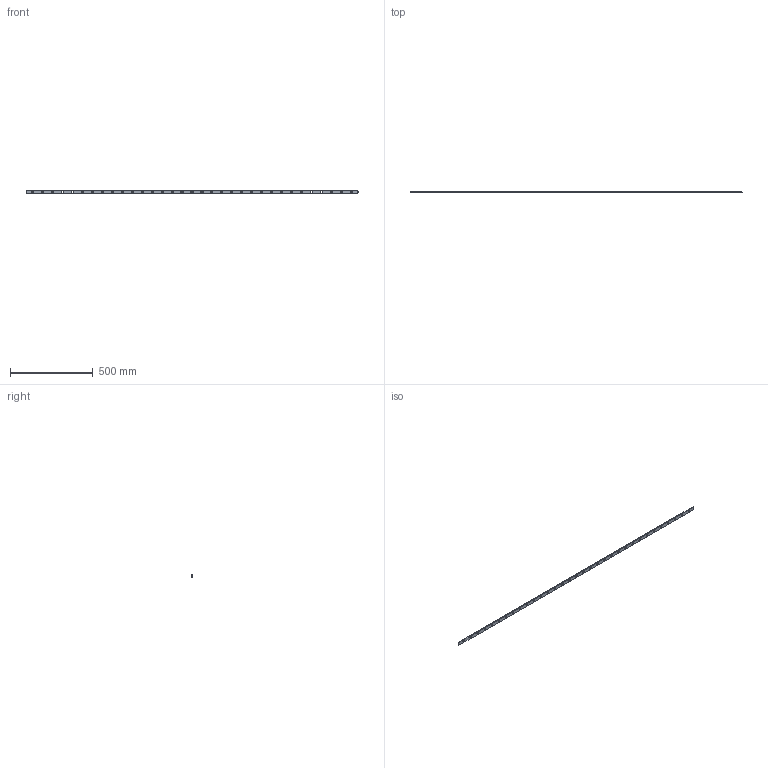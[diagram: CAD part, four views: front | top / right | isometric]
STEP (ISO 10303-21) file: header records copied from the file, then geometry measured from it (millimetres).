
FILE_DESCRIPTION (( 'STEP AP203' ), '1' );
FILE_NAME ('1666.step', '2015-09-17T14:48:53', ( '' ), ( '' ), 'SwSTEP 2.0', 'SolidWorks 2015', '' );
FILE_SCHEMA (( 'CONFIG_CONTROL_DESIGN' ));
Length unit declared in the file: millimetre
Products named in the file (1): 1666
Bounding box: 2000 x 6 x 20 mm (x, y, z)
Volume: 213717.6 mm3; surface area: 103589.5 mm2
Topology: 1 solids, 1 shells, 185 faces, 516 edges, 344 vertices
Faces by surface type: plane 71, cylinder 66, bspline 48
Entity records: 8471 total; most frequent: CARTESIAN_POINT 3702, ORIENTED_EDGE 1032, DIRECTION 828, EDGE_CURVE 516, VERTEX_POINT 344, LINE 288, VECTOR 288, AXIS2_PLACEMENT_3D 270
